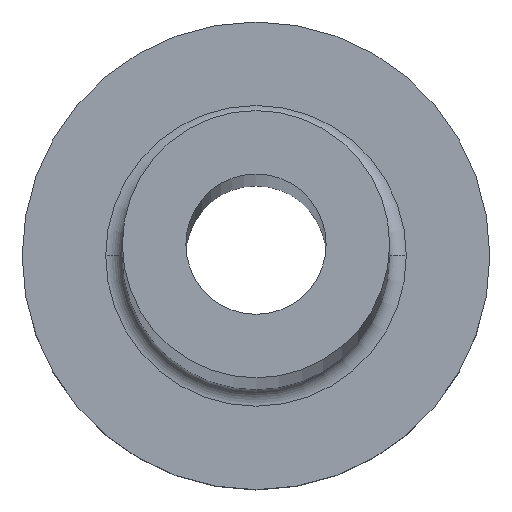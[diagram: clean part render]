
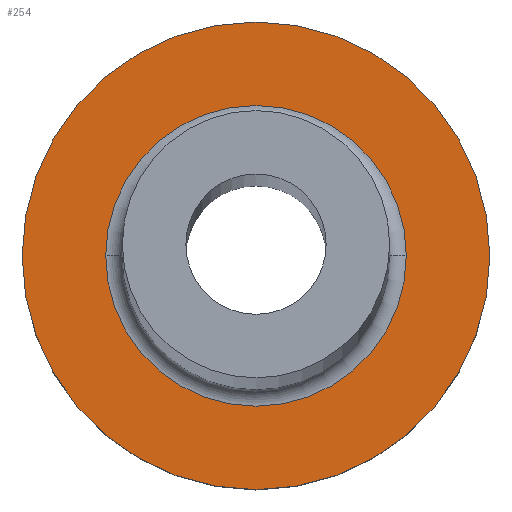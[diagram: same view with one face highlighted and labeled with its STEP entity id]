
A CAD part, top view. The second image highlights one B-rep face of the part: STEP entity #254.
In plain terms, the highlighted planar face has unit normal (0, 0, 1).
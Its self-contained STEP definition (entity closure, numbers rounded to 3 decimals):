
#14 = CIRCLE ( 'NONE', #130, 7. ) ;
#16 = ORIENTED_EDGE ( 'NONE', *, *, #260, .T. ) ;
#22 = CARTESIAN_POINT ( 'NONE',  ( 0., 0., 5. ) ) ;
#23 = VERTEX_POINT ( 'NONE', #63 ) ;
#30 = DIRECTION ( 'NONE',  ( 0., 0., 1. ) ) ;
#46 = DIRECTION ( 'NONE',  ( 0., 0., -1. ) ) ;
#48 = EDGE_LOOP ( 'NONE', ( #274, #16 ) ) ;
#50 = CIRCLE ( 'NONE', #127, 4.5 ) ;
#51 = CIRCLE ( 'NONE', #197, 4.5 ) ;
#63 = CARTESIAN_POINT ( 'NONE',  ( 7., 0., 5. ) ) ;
#73 = FACE_OUTER_BOUND ( 'NONE', #48, .T. ) ;
#77 = DIRECTION ( 'NONE',  ( 0., 0., 1. ) ) ;
#83 = ORIENTED_EDGE ( 'NONE', *, *, #314, .T. ) ;
#96 = FACE_BOUND ( 'NONE', #165, .T. ) ;
#100 = VERTEX_POINT ( 'NONE', #152 ) ;
#127 = AXIS2_PLACEMENT_3D ( 'NONE', #310, #46, #184 ) ;
#129 = DIRECTION ( 'NONE',  ( 0., 0., 1. ) ) ;
#130 = AXIS2_PLACEMENT_3D ( 'NONE', #209, #30, #149 ) ;
#136 = DIRECTION ( 'NONE',  ( 0., 0., -1. ) ) ;
#149 = DIRECTION ( 'NONE',  ( 1., 0., 0. ) ) ;
#152 = CARTESIAN_POINT ( 'NONE',  ( 4.5, 0., 5. ) ) ;
#165 = EDGE_LOOP ( 'NONE', ( #83, #169 ) ) ;
#169 = ORIENTED_EDGE ( 'NONE', *, *, #276, .T. ) ;
#179 = EDGE_CURVE ( 'NONE', #192, #23, #14, .T. ) ;
#182 = DIRECTION ( 'NONE',  ( 1., 0., 0. ) ) ;
#184 = DIRECTION ( 'NONE',  ( 1., 0., 0. ) ) ;
#192 = VERTEX_POINT ( 'NONE', #231 ) ;
#197 = AXIS2_PLACEMENT_3D ( 'NONE', #22, #136, #284 ) ;
#209 = CARTESIAN_POINT ( 'NONE',  ( 0., 0., 5. ) ) ;
#211 = CIRCLE ( 'NONE', #242, 7. ) ;
#216 = VERTEX_POINT ( 'NONE', #279 ) ;
#231 = CARTESIAN_POINT ( 'NONE',  ( -7., 0., 5. ) ) ;
#242 = AXIS2_PLACEMENT_3D ( 'NONE', #275, #77, #182 ) ;
#254 = ADVANCED_FACE ( 'NONE', ( #96, #73 ), #357, .T. ) ;
#260 = EDGE_CURVE ( 'NONE', #23, #192, #211, .T. ) ;
#272 = AXIS2_PLACEMENT_3D ( 'NONE', #332, #129, #361 ) ;
#274 = ORIENTED_EDGE ( 'NONE', *, *, #179, .T. ) ;
#275 = CARTESIAN_POINT ( 'NONE',  ( 0., 0., 5. ) ) ;
#276 = EDGE_CURVE ( 'NONE', #216, #100, #50, .T. ) ;
#279 = CARTESIAN_POINT ( 'NONE',  ( -4.5, 0., 5. ) ) ;
#284 = DIRECTION ( 'NONE',  ( 1., 0., 0. ) ) ;
#310 = CARTESIAN_POINT ( 'NONE',  ( 0., 0., 5. ) ) ;
#314 = EDGE_CURVE ( 'NONE', #100, #216, #51, .T. ) ;
#332 = CARTESIAN_POINT ( 'NONE',  ( 0., 0., 5. ) ) ;
#357 = PLANE ( 'NONE',  #272 ) ;
#361 = DIRECTION ( 'NONE',  ( 1., 0., 0. ) ) ;
